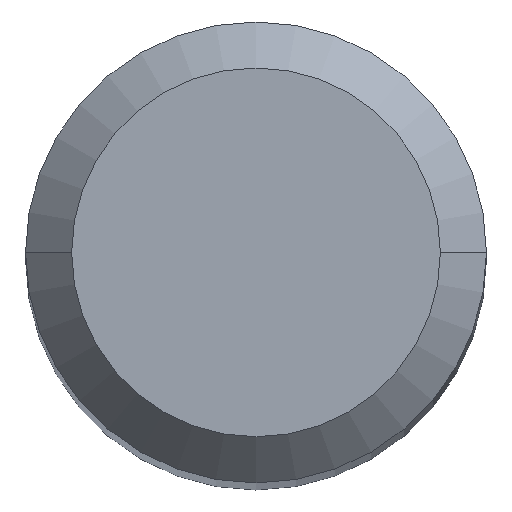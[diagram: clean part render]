
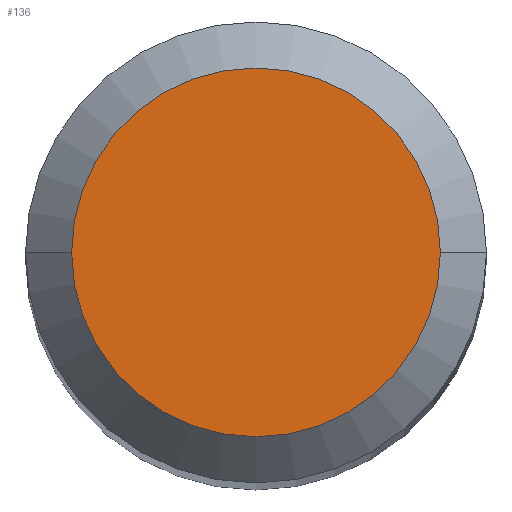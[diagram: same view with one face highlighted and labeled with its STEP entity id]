
A CAD part, top view. The second image highlights one B-rep face of the part: STEP entity #136.
In plain terms, the highlighted planar face has unit normal (0, 0, 1).
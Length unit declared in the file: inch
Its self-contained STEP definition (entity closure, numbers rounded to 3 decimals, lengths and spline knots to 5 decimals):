
#10 = FACE_OUTER_BOUND ( 'NONE', #185, .T. ) ;
#11 = VERTEX_POINT ( 'NONE', #113 ) ;
#15 = CARTESIAN_POINT ( 'NONE',  ( 0., 0., 0. ) ) ;
#26 = DIRECTION ( 'NONE',  ( 0., 0., 1. ) ) ;
#30 = AXIS2_PLACEMENT_3D ( 'NONE', #15, #207, #419 ) ;
#100 = DIRECTION ( 'NONE',  ( 1., 0., 0. ) ) ;
#110 = ORIENTED_EDGE ( 'NONE', *, *, #303, .T. ) ;
#113 = CARTESIAN_POINT ( 'NONE',  ( -0.04724, 0., 0. ) ) ;
#136 = ADVANCED_FACE ( 'NONE', ( #10 ), #307, .F. ) ;
#184 = CARTESIAN_POINT ( 'NONE',  ( 0., 0., 0. ) ) ;
#185 = EDGE_LOOP ( 'NONE', ( #401, #110 ) ) ;
#189 = CIRCLE ( 'NONE', #224, 0.04724 ) ;
#207 = DIRECTION ( 'NONE',  ( 0., 0., -1. ) ) ;
#224 = AXIS2_PLACEMENT_3D ( 'NONE', #184, #26, #476 ) ;
#303 = EDGE_CURVE ( 'NONE', #448, #11, #485, .T. ) ;
#307 = PLANE ( 'NONE',  #30 ) ;
#309 = EDGE_CURVE ( 'NONE', #11, #448, #189, .T. ) ;
#333 = CARTESIAN_POINT ( 'NONE',  ( 0.04724, 0., 0. ) ) ;
#360 = CARTESIAN_POINT ( 'NONE',  ( 0., 0., 0. ) ) ;
#395 = AXIS2_PLACEMENT_3D ( 'NONE', #360, #398, #100 ) ;
#398 = DIRECTION ( 'NONE',  ( 0., 0., 1. ) ) ;
#401 = ORIENTED_EDGE ( 'NONE', *, *, #309, .T. ) ;
#419 = DIRECTION ( 'NONE',  ( -1., 0., 0. ) ) ;
#448 = VERTEX_POINT ( 'NONE', #333 ) ;
#476 = DIRECTION ( 'NONE',  ( 1., 0., 0. ) ) ;
#485 = CIRCLE ( 'NONE', #395, 0.04724 ) ;
